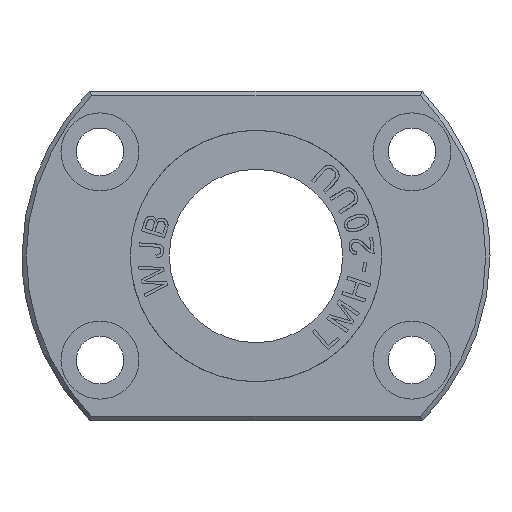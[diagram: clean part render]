
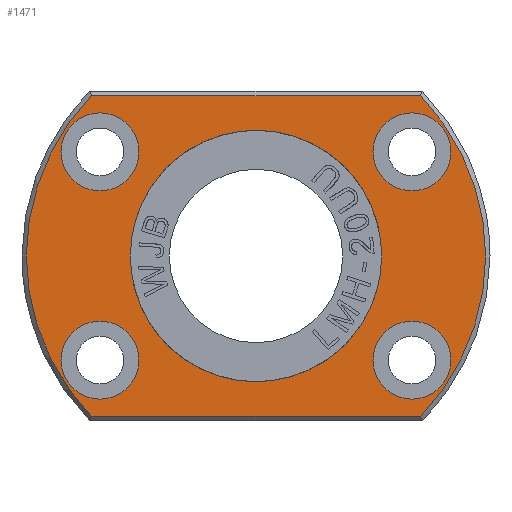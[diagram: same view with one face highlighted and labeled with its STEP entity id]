
A CAD part, left-side view. The second image highlights one B-rep face of the part: STEP entity #1471.
In plain terms, the highlighted planar face has unit normal (-1, 0, 0).
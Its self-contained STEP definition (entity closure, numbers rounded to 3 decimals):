
#1471=ADVANCED_FACE('',(#2444,#2445,#2446,#2447,#2448,#2449),#1803,.T.);
#1803=PLANE('',#6098);
#2021=B_SPLINE_CURVE_WITH_KNOTS('',3,(#7628,#7629,#7630,#7631,#7632,#7633,
#7634,#7635,#7636,#7637),.UNSPECIFIED.,.F.,.F.,(4,2,2,2,4),(0.,0.25,0.5,
0.75,1.),.UNSPECIFIED.);
#2022=B_SPLINE_CURVE_WITH_KNOTS('',3,(#7640,#7641,#7642,#7643,#7644,#7645,
#7646,#7647,#7648,#7649),.UNSPECIFIED.,.F.,.F.,(4,2,2,2,4),(0.,0.25,0.5,
0.75,1.),.UNSPECIFIED.);
#2023=B_SPLINE_CURVE_WITH_KNOTS('',3,(#7650,#7651,#7652,#7653),.UNSPECIFIED.,
 .F.,.F.,(4,4),(0.,1.),.UNSPECIFIED.);
#2024=B_SPLINE_CURVE_WITH_KNOTS('',3,(#7656,#7657,#7658,#7659),.UNSPECIFIED.,
 .F.,.F.,(4,4),(0.,1.),.UNSPECIFIED.);
#2025=B_SPLINE_CURVE_WITH_KNOTS('',3,(#7661,#7662,#7663,#7664),.UNSPECIFIED.,
 .F.,.F.,(4,4),(0.,1.),.UNSPECIFIED.);
#2026=B_SPLINE_CURVE_WITH_KNOTS('',3,(#7666,#7667,#7668,#7669),.UNSPECIFIED.,
 .F.,.F.,(4,4),(0.,1.),.UNSPECIFIED.);
#2027=B_SPLINE_CURVE_WITH_KNOTS('',3,(#7671,#7672,#7673,#7674),.UNSPECIFIED.,
 .F.,.F.,(4,4),(0.,1.),.UNSPECIFIED.);
#2028=B_SPLINE_CURVE_WITH_KNOTS('',3,(#7676,#7677,#7678,#7679),.UNSPECIFIED.,
 .F.,.F.,(4,4),(0.,1.),.UNSPECIFIED.);
#2444=FACE_BOUND('',#2546,.T.);
#2445=FACE_BOUND('',#2547,.T.);
#2446=FACE_BOUND('',#2548,.T.);
#2447=FACE_BOUND('',#2549,.T.);
#2448=FACE_BOUND('',#2550,.T.);
#2449=FACE_BOUND('',#2551,.T.);
#2546=EDGE_LOOP('',(#2957));
#2547=EDGE_LOOP('',(#2958));
#2548=EDGE_LOOP('',(#2959));
#2549=EDGE_LOOP('',(#2960,#2961));
#2550=EDGE_LOOP('',(#2962,#2963,#2964,#2965,#2966,#2967));
#2551=EDGE_LOOP('',(#2968));
#2957=ORIENTED_EDGE('',*,*,#5201,.F.);
#2958=ORIENTED_EDGE('',*,*,#5202,.T.);
#2959=ORIENTED_EDGE('',*,*,#5203,.F.);
#2960=ORIENTED_EDGE('',*,*,#5204,.T.);
#2961=ORIENTED_EDGE('',*,*,#5205,.T.);
#2962=ORIENTED_EDGE('',*,*,#5206,.F.);
#2963=ORIENTED_EDGE('',*,*,#5207,.F.);
#2964=ORIENTED_EDGE('',*,*,#5208,.F.);
#2965=ORIENTED_EDGE('',*,*,#5209,.F.);
#2966=ORIENTED_EDGE('',*,*,#5210,.F.);
#2967=ORIENTED_EDGE('',*,*,#5211,.F.);
#2968=ORIENTED_EDGE('',*,*,#5212,.T.);
#4631=VERTEX_POINT('',#7623);
#4632=VERTEX_POINT('',#7625);
#4633=VERTEX_POINT('',#7627);
#4634=VERTEX_POINT('',#7638);
#4635=VERTEX_POINT('',#7639);
#4636=VERTEX_POINT('',#7654);
#4637=VERTEX_POINT('',#7655);
#4638=VERTEX_POINT('',#7660);
#4639=VERTEX_POINT('',#7665);
#4640=VERTEX_POINT('',#7670);
#4641=VERTEX_POINT('',#7675);
#4642=VERTEX_POINT('',#7681);
#5201=EDGE_CURVE('',#4631,#4631,#6030,.T.);
#5202=EDGE_CURVE('',#4632,#4632,#6031,.T.);
#5203=EDGE_CURVE('',#4633,#4633,#6032,.T.);
#5204=EDGE_CURVE('',#4634,#4635,#2021,.T.);
#5205=EDGE_CURVE('',#4635,#4634,#2022,.T.);
#5206=EDGE_CURVE('',#4636,#4637,#2023,.T.);
#5207=EDGE_CURVE('',#4638,#4636,#2024,.T.);
#5208=EDGE_CURVE('',#4639,#4638,#2025,.T.);
#5209=EDGE_CURVE('',#4640,#4639,#2026,.T.);
#5210=EDGE_CURVE('',#4641,#4640,#2027,.T.);
#5211=EDGE_CURVE('',#4637,#4641,#2028,.T.);
#5212=EDGE_CURVE('',#4642,#4642,#6033,.T.);
#6030=CIRCLE('',#6094,4.5);
#6031=CIRCLE('',#6095,4.5);
#6032=CIRCLE('',#6096,4.5);
#6033=CIRCLE('',#6097,4.5);
#6094=AXIS2_PLACEMENT_3D('',#7622,#6420,#6421);
#6095=AXIS2_PLACEMENT_3D('',#7624,#6422,#6423);
#6096=AXIS2_PLACEMENT_3D('',#7626,#6424,#6425);
#6097=AXIS2_PLACEMENT_3D('',#7680,#6426,#6427);
#6098=AXIS2_PLACEMENT_3D('',#7682,#6428,#6429);
#6420=DIRECTION('',(-1.,0.,0.));
#6421=DIRECTION('',(0.,0.,-1.));
#6422=DIRECTION('',(1.,0.,0.));
#6423=DIRECTION('',(0.,0.,1.));
#6424=DIRECTION('',(-1.,0.,0.));
#6425=DIRECTION('',(0.,0.,1.));
#6426=DIRECTION('',(1.,0.,0.));
#6427=DIRECTION('',(0.,0.,-1.));
#6428=DIRECTION('',(-1.,0.,0.));
#6429=DIRECTION('',(0.,-1.,0.));
#7622=CARTESIAN_POINT('',(0.,-18.,12.017));
#7623=CARTESIAN_POINT('',(0.,-18.,7.517));
#7624=CARTESIAN_POINT('',(0.,-18.,-12.017));
#7625=CARTESIAN_POINT('',(0.,-18.,-7.517));
#7626=CARTESIAN_POINT('',(0.,18.,-12.017));
#7627=CARTESIAN_POINT('',(0.,18.,-7.517));
#7628=CARTESIAN_POINT('',(0.,14.5,0.));
#7629=CARTESIAN_POINT('',(0.,14.5,3.809));
#7630=CARTESIAN_POINT('',(0.,12.945,7.561));
#7631=CARTESIAN_POINT('',(0.,7.561,12.945));
#7632=CARTESIAN_POINT('',(0.,3.807,14.5));
#7633=CARTESIAN_POINT('',(0.,-3.807,14.5));
#7634=CARTESIAN_POINT('',(0.,-7.561,12.945));
#7635=CARTESIAN_POINT('',(0.,-12.945,7.561));
#7636=CARTESIAN_POINT('',(0.,-14.5,3.811));
#7637=CARTESIAN_POINT('',(0.,-14.5,0.));
#7638=CARTESIAN_POINT('',(0.,14.5,0.));
#7639=CARTESIAN_POINT('',(0.,-14.5,0.));
#7640=CARTESIAN_POINT('',(0.,-14.5,0.));
#7641=CARTESIAN_POINT('',(0.,-14.5,-3.809));
#7642=CARTESIAN_POINT('',(0.,-12.945,-7.561));
#7643=CARTESIAN_POINT('',(0.,-7.561,-12.945));
#7644=CARTESIAN_POINT('',(0.,-3.807,-14.5));
#7645=CARTESIAN_POINT('',(0.,3.807,-14.5));
#7646=CARTESIAN_POINT('',(0.,7.561,-12.945));
#7647=CARTESIAN_POINT('',(0.,12.945,-7.561));
#7648=CARTESIAN_POINT('',(0.,14.5,-3.811));
#7649=CARTESIAN_POINT('',(0.,14.5,0.));
#7650=CARTESIAN_POINT('',(0.,-26.5,0.));
#7651=CARTESIAN_POINT('',(0.,-26.5,-6.826));
#7652=CARTESIAN_POINT('',(0.,-23.739,-13.613));
#7653=CARTESIAN_POINT('',(0.,-18.974,-18.5));
#7654=CARTESIAN_POINT('',(0.,-26.5,0.));
#7655=CARTESIAN_POINT('',(0.,-18.974,-18.5));
#7656=CARTESIAN_POINT('',(0.,-18.974,18.5));
#7657=CARTESIAN_POINT('',(0.,-23.739,13.613));
#7658=CARTESIAN_POINT('',(0.,-26.5,6.826));
#7659=CARTESIAN_POINT('',(0.,-26.5,0.));
#7660=CARTESIAN_POINT('',(0.,-18.974,18.5));
#7661=CARTESIAN_POINT('',(0.,18.974,18.5));
#7662=CARTESIAN_POINT('',(0.,6.325,18.5));
#7663=CARTESIAN_POINT('',(0.,-6.325,18.5));
#7664=CARTESIAN_POINT('',(0.,-18.974,18.5));
#7665=CARTESIAN_POINT('',(0.,18.974,18.5));
#7666=CARTESIAN_POINT('',(0.,26.5,0.));
#7667=CARTESIAN_POINT('',(0.,26.5,6.826));
#7668=CARTESIAN_POINT('',(0.,23.739,13.613));
#7669=CARTESIAN_POINT('',(0.,18.974,18.5));
#7670=CARTESIAN_POINT('',(0.,26.5,0.));
#7671=CARTESIAN_POINT('',(0.,18.974,-18.5));
#7672=CARTESIAN_POINT('',(0.,23.739,-13.613));
#7673=CARTESIAN_POINT('',(0.,26.5,-6.826));
#7674=CARTESIAN_POINT('',(0.,26.5,0.));
#7675=CARTESIAN_POINT('',(0.,18.974,-18.5));
#7676=CARTESIAN_POINT('',(0.,-18.974,-18.5));
#7677=CARTESIAN_POINT('',(0.,-6.325,-18.5));
#7678=CARTESIAN_POINT('',(0.,6.325,-18.5));
#7679=CARTESIAN_POINT('',(0.,18.974,-18.5));
#7680=CARTESIAN_POINT('',(0.,18.,12.017));
#7681=CARTESIAN_POINT('',(0.,18.,7.517));
#7682=CARTESIAN_POINT('',(0.,26.5,-18.5));
